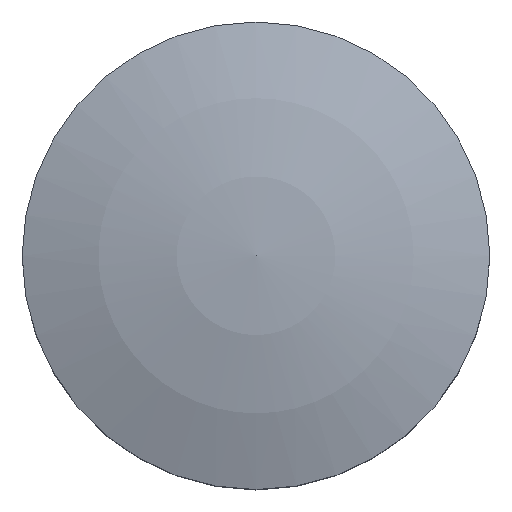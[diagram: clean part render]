
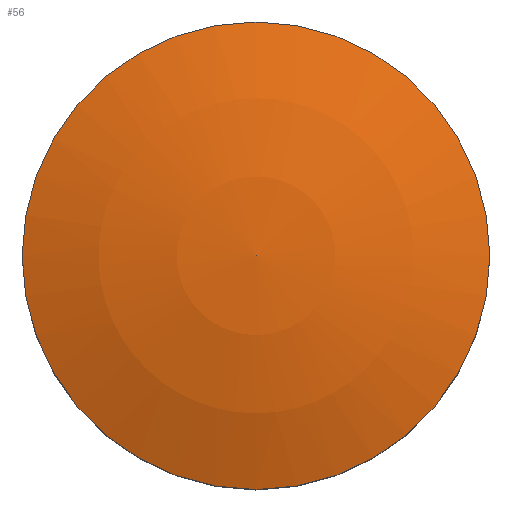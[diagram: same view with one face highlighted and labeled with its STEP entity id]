
A CAD part, top view. The second image highlights one B-rep face of the part: STEP entity #56.
In plain terms, the highlighted spherical face has radius 75 mm.
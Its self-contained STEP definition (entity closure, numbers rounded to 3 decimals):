
#56 = ADVANCED_FACE( '', ( #120 ), #121, .T. );
#120 = FACE_OUTER_BOUND( '', #189, .T. );
#121 = SPHERICAL_SURFACE( '', #190, 75. );
#189 = EDGE_LOOP( '', ( #268 ) );
#190 = AXIS2_PLACEMENT_3D( '', #269, #270, #271 );
#268 = ORIENTED_EDGE( '', *, *, #335, .T. );
#269 = CARTESIAN_POINT( '', ( 0., 0., -47. ) );
#270 = DIRECTION( '', ( 0., 0., 1. ) );
#271 = DIRECTION( '', ( 1., 0., 0. ) );
#335 = EDGE_CURVE( '', #378, #378, #379, .T. );
#378 = VERTEX_POINT( '', #424 );
#379 = CIRCLE( '', #425, 25. );
#424 = CARTESIAN_POINT( '', ( 25., 0., 23.711 ) );
#425 = AXIS2_PLACEMENT_3D( '', #473, #474, #475 );
#473 = CARTESIAN_POINT( '', ( 0., 0., 23.711 ) );
#474 = DIRECTION( '', ( 0., 0., 1. ) );
#475 = DIRECTION( '', ( 1., 0., 0. ) );
